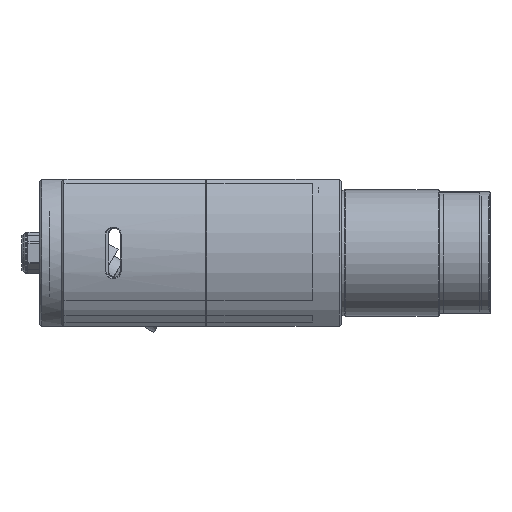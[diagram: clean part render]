
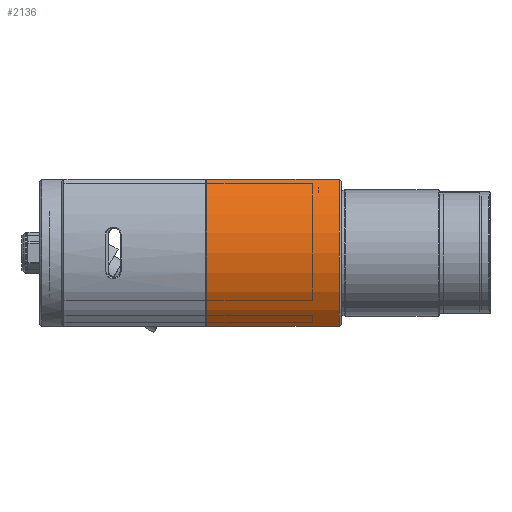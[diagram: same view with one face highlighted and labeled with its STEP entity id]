
A CAD part, front view. The second image highlights one B-rep face of the part: STEP entity #2136.
In plain terms, the highlighted cylindrical face has radius 28 mm (diameter 56 mm), a partial arc.
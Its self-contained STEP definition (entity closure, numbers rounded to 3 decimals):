
#601 = ORIENTED_EDGE ( 'NONE', *, *, #16799, .F. ) ;
#966 = CIRCLE ( 'NONE', #15177, 28. ) ;
#1359 = VERTEX_POINT ( 'NONE', #9391 ) ;
#1546 = CARTESIAN_POINT ( 'NONE',  ( 41., -21.448, 18. ) ) ;
#1859 = DIRECTION ( 'NONE',  ( -1., 0., 0. ) ) ;
#1886 = AXIS2_PLACEMENT_3D ( 'NONE', #13072, #19876, #8068 ) ;
#2136 = ADVANCED_FACE ( 'NONE', ( #11149 ), #16040, .T. ) ;
#2446 = LINE ( 'NONE', #7698, #12586 ) ;
#2856 = DIRECTION ( 'NONE',  ( 0., 0., -1. ) ) ;
#3119 = EDGE_CURVE ( 'NONE', #10632, #15415, #17125, .T. ) ;
#5038 = CARTESIAN_POINT ( 'NONE',  ( 41., -21.448, -18. ) ) ;
#5324 = EDGE_LOOP ( 'NONE', ( #18669, #8734, #601, #9133 ) ) ;
#6245 = VECTOR ( 'NONE', #1859, 1000. ) ;
#7698 = CARTESIAN_POINT ( 'NONE',  ( 22.5, -21.448, 18. ) ) ;
#7887 = CARTESIAN_POINT ( 'NONE',  ( 41., 0., 0. ) ) ;
#7998 = VERTEX_POINT ( 'NONE', #1546 ) ;
#8068 = DIRECTION ( 'NONE',  ( 0., 0., 1. ) ) ;
#8734 = ORIENTED_EDGE ( 'NONE', *, *, #15709, .T. ) ;
#9133 = ORIENTED_EDGE ( 'NONE', *, *, #20530, .T. ) ;
#9391 = CARTESIAN_POINT ( 'NONE',  ( 73.5, -21.448, 18. ) ) ;
#9593 = DIRECTION ( 'NONE',  ( 1., 0., 0. ) ) ;
#10446 = CARTESIAN_POINT ( 'NONE',  ( 22.5, -21.448, -18. ) ) ;
#10632 = VERTEX_POINT ( 'NONE', #14136 ) ;
#10930 = CARTESIAN_POINT ( 'NONE',  ( 22.5, 0., 0. ) ) ;
#11149 = FACE_OUTER_BOUND ( 'NONE', #5324, .T. ) ;
#11510 = CIRCLE ( 'NONE', #1886, 28. ) ;
#12586 = VECTOR ( 'NONE', #16150, 1000. ) ;
#13072 = CARTESIAN_POINT ( 'NONE',  ( 73.5, 0., 0. ) ) ;
#13142 = AXIS2_PLACEMENT_3D ( 'NONE', #10930, #9593, #19844 ) ;
#14136 = CARTESIAN_POINT ( 'NONE',  ( 73.5, -21.448, -18. ) ) ;
#15177 = AXIS2_PLACEMENT_3D ( 'NONE', #7887, #18122, #2856 ) ;
#15415 = VERTEX_POINT ( 'NONE', #5038 ) ;
#15709 = EDGE_CURVE ( 'NONE', #10632, #1359, #11510, .T. ) ;
#16040 = CYLINDRICAL_SURFACE ( 'NONE', #13142, 28. ) ;
#16150 = DIRECTION ( 'NONE',  ( 1., 0., 0. ) ) ;
#16799 = EDGE_CURVE ( 'NONE', #7998, #1359, #2446, .T. ) ;
#17125 = LINE ( 'NONE', #10446, #6245 ) ;
#18122 = DIRECTION ( 'NONE',  ( 1., 0., 0. ) ) ;
#18669 = ORIENTED_EDGE ( 'NONE', *, *, #3119, .F. ) ;
#19844 = DIRECTION ( 'NONE',  ( 0., 0., 1. ) ) ;
#19876 = DIRECTION ( 'NONE',  ( -1., 0., 0. ) ) ;
#20530 = EDGE_CURVE ( 'NONE', #7998, #15415, #966, .T. ) ;
